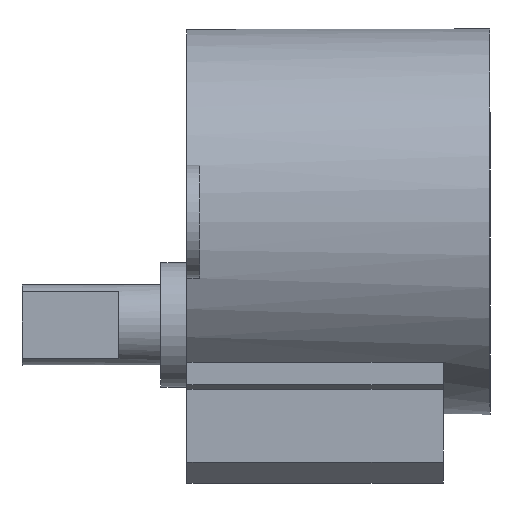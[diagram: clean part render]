
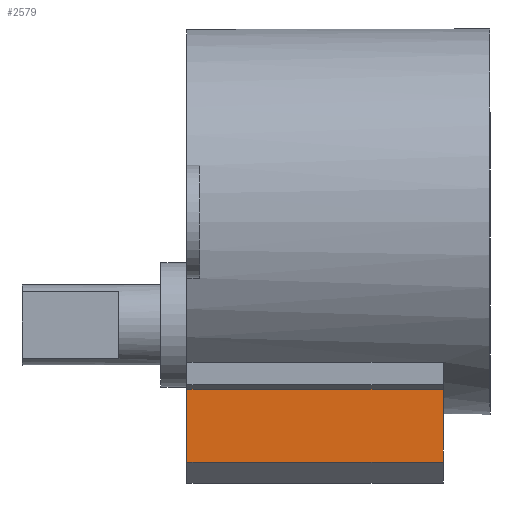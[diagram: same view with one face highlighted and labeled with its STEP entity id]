
A CAD part, front view. The second image highlights one B-rep face of the part: STEP entity #2579.
In plain terms, the highlighted planar face has unit normal (0, -1, 0).
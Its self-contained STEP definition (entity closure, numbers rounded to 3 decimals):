
#148 = PLANE('',#149);
#149 = AXIS2_PLACEMENT_3D('',#150,#151,#152);
#150 = CARTESIAN_POINT('',(0.,11.426,9.9));
#151 = DIRECTION('',(-1.,0.,0.));
#152 = DIRECTION('',(0.,0.,-1.));
#515 = VERTEX_POINT('',#516);
#516 = CARTESIAN_POINT('',(0.,-7.7,-8.493));
#530 = PLANE('',#531);
#531 = AXIS2_PLACEMENT_3D('',#532,#533,#534);
#532 = CARTESIAN_POINT('',(7.95,-7.05,-9.143));
#533 = DIRECTION('',(0.,-0.707,-0.707)
  );
#534 = DIRECTION('',(0.,0.707,-0.707)
  );
#542 = EDGE_CURVE('',#543,#515,#545,.T.);
#543 = VERTEX_POINT('',#544);
#544 = CARTESIAN_POINT('',(0.,-7.7,-3.993));
#545 = SURFACE_CURVE('',#546,(#550,#557),.PCURVE_S1.);
#546 = LINE('',#547,#548);
#547 = CARTESIAN_POINT('',(0.,-7.7,-3.993));
#548 = VECTOR('',#549,1.);
#549 = DIRECTION('',(0.,0.,-1.));
#550 = PCURVE('',#148,#551);
#551 = DEFINITIONAL_REPRESENTATION('',(#552),#556);
#552 = LINE('',#553,#554);
#553 = CARTESIAN_POINT('',(13.893,19.126));
#554 = VECTOR('',#555,1.);
#555 = DIRECTION('',(1.,0.));
#556 = ( GEOMETRIC_REPRESENTATION_CONTEXT(2) 
PARAMETRIC_REPRESENTATION_CONTEXT() REPRESENTATION_CONTEXT('2D SPACE',''
  ) );
#557 = PCURVE('',#558,#563);
#558 = PLANE('',#559);
#559 = AXIS2_PLACEMENT_3D('',#560,#561,#562);
#560 = CARTESIAN_POINT('',(7.95,-7.7,-6.243));
#561 = DIRECTION('',(0.,1.,0.));
#562 = DIRECTION('',(0.,0.,1.));
#563 = DEFINITIONAL_REPRESENTATION('',(#564),#568);
#564 = LINE('',#565,#566);
#565 = CARTESIAN_POINT('',(2.25,-7.95));
#566 = VECTOR('',#567,1.);
#567 = DIRECTION('',(-1.,0.));
#568 = ( GEOMETRIC_REPRESENTATION_CONTEXT(2) 
PARAMETRIC_REPRESENTATION_CONTEXT() REPRESENTATION_CONTEXT('2D SPACE',''
  ) );
#586 = PLANE('',#587);
#587 = AXIS2_PLACEMENT_3D('',#588,#589,#590);
#588 = CARTESIAN_POINT('',(7.95,-7.95,-3.843));
#589 = DIRECTION('',(0.,0.514,0.857)
  );
#590 = DIRECTION('',(0.,0.857,-0.514));
#2021 = PLANE('',#2022);
#2022 = AXIS2_PLACEMENT_3D('',#2023,#2024,#2025);
#2023 = CARTESIAN_POINT('',(15.9,8.2,-2.293));
#2024 = DIRECTION('',(-1.,0.,0.));
#2025 = DIRECTION('',(0.,-1.,0.));
#2201 = VERTEX_POINT('',#2202);
#2202 = CARTESIAN_POINT('',(15.9,-7.7,-8.493));
#2223 = EDGE_CURVE('',#2224,#2201,#2226,.T.);
#2224 = VERTEX_POINT('',#2225);
#2225 = CARTESIAN_POINT('',(15.9,-7.7,-3.993));
#2226 = SURFACE_CURVE('',#2227,(#2231,#2238),.PCURVE_S1.);
#2227 = LINE('',#2228,#2229);
#2228 = CARTESIAN_POINT('',(15.9,-7.7,-3.993));
#2229 = VECTOR('',#2230,1.);
#2230 = DIRECTION('',(0.,0.,-1.));
#2231 = PCURVE('',#2021,#2232);
#2232 = DEFINITIONAL_REPRESENTATION('',(#2233),#2237);
#2233 = LINE('',#2234,#2235);
#2234 = CARTESIAN_POINT('',(15.9,-1.7));
#2235 = VECTOR('',#2236,1.);
#2236 = DIRECTION('',(0.,-1.));
#2237 = ( GEOMETRIC_REPRESENTATION_CONTEXT(2) 
PARAMETRIC_REPRESENTATION_CONTEXT() REPRESENTATION_CONTEXT('2D SPACE',''
  ) );
#2238 = PCURVE('',#558,#2239);
#2239 = DEFINITIONAL_REPRESENTATION('',(#2240),#2244);
#2240 = LINE('',#2241,#2242);
#2241 = CARTESIAN_POINT('',(2.25,7.95));
#2242 = VECTOR('',#2243,1.);
#2243 = DIRECTION('',(-1.,0.));
#2244 = ( GEOMETRIC_REPRESENTATION_CONTEXT(2) 
PARAMETRIC_REPRESENTATION_CONTEXT() REPRESENTATION_CONTEXT('2D SPACE',''
  ) );
#2483 = EDGE_CURVE('',#543,#2484,#2486,.T.);
#2484 = VERTEX_POINT('',#2485);
#2485 = CARTESIAN_POINT('',(0.8,-7.7,-3.993));
#2486 = SURFACE_CURVE('',#2487,(#2491,#2498),.PCURVE_S1.);
#2487 = LINE('',#2488,#2489);
#2488 = CARTESIAN_POINT('',(0.,-7.7,-3.993));
#2489 = VECTOR('',#2490,1.);
#2490 = DIRECTION('',(1.,0.,0.));
#2491 = PCURVE('',#586,#2492);
#2492 = DEFINITIONAL_REPRESENTATION('',(#2493),#2497);
#2493 = LINE('',#2494,#2495);
#2494 = CARTESIAN_POINT('',(0.292,7.95));
#2495 = VECTOR('',#2496,1.);
#2496 = DIRECTION('',(0.,-1.));
#2497 = ( GEOMETRIC_REPRESENTATION_CONTEXT(2) 
PARAMETRIC_REPRESENTATION_CONTEXT() REPRESENTATION_CONTEXT('2D SPACE',''
  ) );
#2498 = PCURVE('',#558,#2499);
#2499 = DEFINITIONAL_REPRESENTATION('',(#2500),#2504);
#2500 = LINE('',#2501,#2502);
#2501 = CARTESIAN_POINT('',(2.25,-7.95));
#2502 = VECTOR('',#2503,1.);
#2503 = DIRECTION('',(0.,1.));
#2504 = ( GEOMETRIC_REPRESENTATION_CONTEXT(2) 
PARAMETRIC_REPRESENTATION_CONTEXT() REPRESENTATION_CONTEXT('2D SPACE',''
  ) );
#2506 = EDGE_CURVE('',#2484,#2224,#2507,.T.);
#2507 = SURFACE_CURVE('',#2508,(#2512,#2519),.PCURVE_S1.);
#2508 = LINE('',#2509,#2510);
#2509 = CARTESIAN_POINT('',(0.8,-7.7,-3.993));
#2510 = VECTOR('',#2511,1.);
#2511 = DIRECTION('',(1.,0.,0.));
#2512 = PCURVE('',#586,#2513);
#2513 = DEFINITIONAL_REPRESENTATION('',(#2514),#2518);
#2514 = LINE('',#2515,#2516);
#2515 = CARTESIAN_POINT('',(0.292,7.15));
#2516 = VECTOR('',#2517,1.);
#2517 = DIRECTION('',(0.,-1.));
#2518 = ( GEOMETRIC_REPRESENTATION_CONTEXT(2) 
PARAMETRIC_REPRESENTATION_CONTEXT() REPRESENTATION_CONTEXT('2D SPACE',''
  ) );
#2519 = PCURVE('',#558,#2520);
#2520 = DEFINITIONAL_REPRESENTATION('',(#2521),#2525);
#2521 = LINE('',#2522,#2523);
#2522 = CARTESIAN_POINT('',(2.25,-7.15));
#2523 = VECTOR('',#2524,1.);
#2524 = DIRECTION('',(0.,1.));
#2525 = ( GEOMETRIC_REPRESENTATION_CONTEXT(2) 
PARAMETRIC_REPRESENTATION_CONTEXT() REPRESENTATION_CONTEXT('2D SPACE',''
  ) );
#2579 = ADVANCED_FACE('',(#2580),#558,.F.);
#2580 = FACE_BOUND('',#2581,.T.);
#2581 = EDGE_LOOP('',(#2582,#2583,#2584,#2607,#2628,#2629));
#2582 = ORIENTED_EDGE('',*,*,#2483,.F.);
#2583 = ORIENTED_EDGE('',*,*,#542,.T.);
#2584 = ORIENTED_EDGE('',*,*,#2585,.T.);
#2585 = EDGE_CURVE('',#515,#2586,#2588,.T.);
#2586 = VERTEX_POINT('',#2587);
#2587 = CARTESIAN_POINT('',(0.8,-7.7,-8.493));
#2588 = SURFACE_CURVE('',#2589,(#2593,#2600),.PCURVE_S1.);
#2589 = LINE('',#2590,#2591);
#2590 = CARTESIAN_POINT('',(0.,-7.7,-8.493));
#2591 = VECTOR('',#2592,1.);
#2592 = DIRECTION('',(1.,0.,0.));
#2593 = PCURVE('',#558,#2594);
#2594 = DEFINITIONAL_REPRESENTATION('',(#2595),#2599);
#2595 = LINE('',#2596,#2597);
#2596 = CARTESIAN_POINT('',(-2.25,-7.95));
#2597 = VECTOR('',#2598,1.);
#2598 = DIRECTION('',(0.,1.));
#2599 = ( GEOMETRIC_REPRESENTATION_CONTEXT(2) 
PARAMETRIC_REPRESENTATION_CONTEXT() REPRESENTATION_CONTEXT('2D SPACE',''
  ) );
#2600 = PCURVE('',#530,#2601);
#2601 = DEFINITIONAL_REPRESENTATION('',(#2602),#2606);
#2602 = LINE('',#2603,#2604);
#2603 = CARTESIAN_POINT('',(-0.919,-7.95));
#2604 = VECTOR('',#2605,1.);
#2605 = DIRECTION('',(0.,1.));
#2606 = ( GEOMETRIC_REPRESENTATION_CONTEXT(2) 
PARAMETRIC_REPRESENTATION_CONTEXT() REPRESENTATION_CONTEXT('2D SPACE',''
  ) );
#2607 = ORIENTED_EDGE('',*,*,#2608,.T.);
#2608 = EDGE_CURVE('',#2586,#2201,#2609,.T.);
#2609 = SURFACE_CURVE('',#2610,(#2614,#2621),.PCURVE_S1.);
#2610 = LINE('',#2611,#2612);
#2611 = CARTESIAN_POINT('',(0.8,-7.7,-8.493));
#2612 = VECTOR('',#2613,1.);
#2613 = DIRECTION('',(1.,0.,0.));
#2614 = PCURVE('',#558,#2615);
#2615 = DEFINITIONAL_REPRESENTATION('',(#2616),#2620);
#2616 = LINE('',#2617,#2618);
#2617 = CARTESIAN_POINT('',(-2.25,-7.15));
#2618 = VECTOR('',#2619,1.);
#2619 = DIRECTION('',(0.,1.));
#2620 = ( GEOMETRIC_REPRESENTATION_CONTEXT(2) 
PARAMETRIC_REPRESENTATION_CONTEXT() REPRESENTATION_CONTEXT('2D SPACE',''
  ) );
#2621 = PCURVE('',#530,#2622);
#2622 = DEFINITIONAL_REPRESENTATION('',(#2623),#2627);
#2623 = LINE('',#2624,#2625);
#2624 = CARTESIAN_POINT('',(-0.919,-7.15));
#2625 = VECTOR('',#2626,1.);
#2626 = DIRECTION('',(0.,1.));
#2627 = ( GEOMETRIC_REPRESENTATION_CONTEXT(2) 
PARAMETRIC_REPRESENTATION_CONTEXT() REPRESENTATION_CONTEXT('2D SPACE',''
  ) );
#2628 = ORIENTED_EDGE('',*,*,#2223,.F.);
#2629 = ORIENTED_EDGE('',*,*,#2506,.F.);
